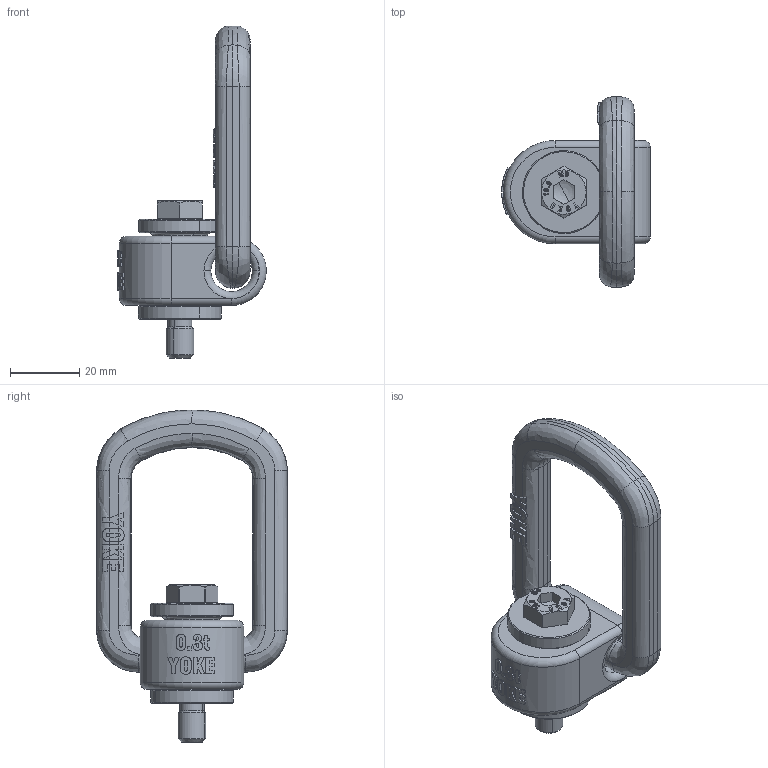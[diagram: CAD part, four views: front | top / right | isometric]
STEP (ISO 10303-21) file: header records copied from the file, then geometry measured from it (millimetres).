
FILE_DESCRIPTION(('CATIA V5 STEP Exchange'),'2;1');
FILE_NAME('8-211-003.stp','2014-01-07T02:35:24+00:00',('none'),('none'),'CATIA Version 5 Release 21 GA (IN-10)','CATIA V5 STEP AP203','none');
FILE_SCHEMA(('CONFIG_CONTROL_DESIGN'));
Length unit declared in the file: millimetre
Products named in the file (1): 8211-003C-A(Rev.C)
Bounding box: 43 x 55.2 x 96.08 mm (x, y, z)
Volume: 40585.3 mm3; surface area: 17480.3 mm2
Topology: 2 solids, 2 shells, 1189 faces, 3375 edges, 2219 vertices
Faces by surface type: plane 1033, bspline 53, cylinder 43, cone 36, torus 22, sphere 2
Entity records: 44899 total; most frequent: CARTESIAN_POINT 16989, ORIENTED_EDGE 6746, DIRECTION 4229, EDGE_CURVE 3373, VERTEX_POINT 2219, VECTOR 1958, LINE 1958, AXIS2_PLACEMENT_3D 1232
